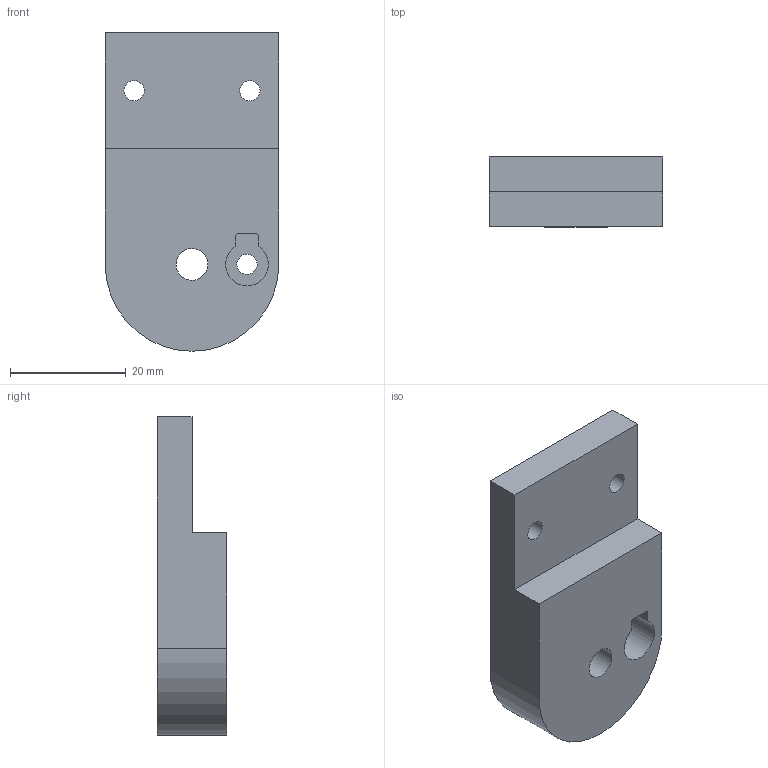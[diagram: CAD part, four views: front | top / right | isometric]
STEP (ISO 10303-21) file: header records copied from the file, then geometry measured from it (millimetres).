
FILE_DESCRIPTION(('CATIA V5 STEP Exchange'),'2;1');
FILE_NAME('NOIX_02.stp','2022-06-21T20:37:49+00:00',('none'),('none'),'CATIA Version 5 Release 19 SP 5 (IN-10)','CATIA V5 STEP AP203','none');
FILE_SCHEMA(('CONFIG_CONTROL_DESIGN'));
Length unit declared in the file: millimetre
Products named in the file (1): NOIX_02
Bounding box: 30 x 12 x 55 mm (x, y, z)
Volume: 13857.3 mm3; surface area: 5357.1 mm2
Topology: 1 solids, 1 shells, 34 faces, 84 edges, 53 vertices
Faces by surface type: cylinder 16, plane 12, cone 6
Entity records: 979 total; most frequent: ORIENTED_EDGE 164, CARTESIAN_POINT 161, DIRECTION 132, EDGE_CURVE 82, AXIS2_PLACEMENT_3D 62, VERTEX_POINT 53, VECTOR 46, LINE 46
